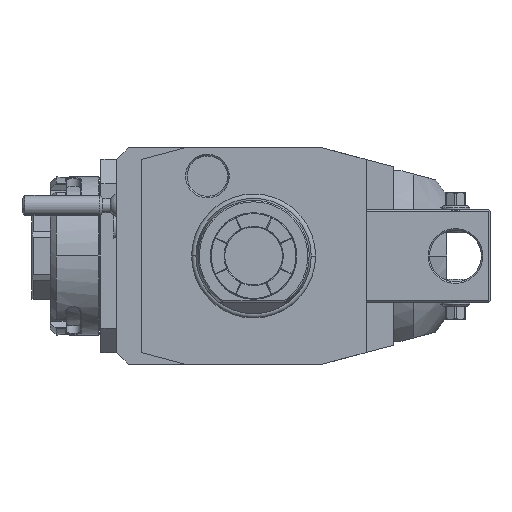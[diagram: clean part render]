
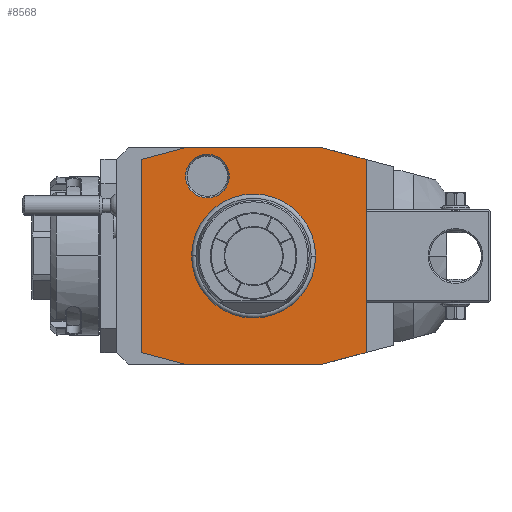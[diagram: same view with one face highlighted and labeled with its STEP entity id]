
A CAD part, front view. The second image highlights one B-rep face of the part: STEP entity #8568.
In plain terms, the highlighted planar face has unit normal (0, -1, 0).
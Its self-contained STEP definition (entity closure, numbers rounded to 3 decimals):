
#1=DIRECTION('',(-1.,0.,0.));
#2=VECTOR('',#1,48.);
#3=CARTESIAN_POINT('',(24.,0.,37.5));
#4=LINE('',#3,#2);
#5=DIRECTION('',(-0.966,0.,0.259));
#6=VECTOR('',#5,15.529);
#7=CARTESIAN_POINT('',(39.,0.,33.481));
#8=LINE('',#7,#6);
#9=DIRECTION('',(0.,0.,1.));
#10=VECTOR('',#9,66.962);
#11=CARTESIAN_POINT('',(39.,0.,-33.481));
#12=LINE('',#11,#10);
#13=DIRECTION('',(0.966,0.,0.259));
#14=VECTOR('',#13,15.529);
#15=CARTESIAN_POINT('',(24.,0.,-37.5));
#16=LINE('',#15,#14);
#17=DIRECTION('',(1.,0.,0.));
#18=VECTOR('',#17,48.);
#19=CARTESIAN_POINT('',(-24.,0.,-37.5));
#20=LINE('',#19,#18);
#21=DIRECTION('',(0.966,0.,-0.259));
#22=VECTOR('',#21,15.529);
#23=CARTESIAN_POINT('',(-39.,0.,-33.481));
#24=LINE('',#23,#22);
#25=DIRECTION('',(0.,0.,-1.));
#26=VECTOR('',#25,66.962);
#27=CARTESIAN_POINT('',(-39.,0.,33.481));
#28=LINE('',#27,#26);
#29=DIRECTION('',(-0.966,0.,-0.259));
#30=VECTOR('',#29,15.529);
#31=CARTESIAN_POINT('',(-24.,0.,37.5));
#32=LINE('',#31,#30);
#33=CARTESIAN_POINT('',(-16.,0.,27.713));
#34=DIRECTION('',(0.,1.,0.));
#35=DIRECTION('',(1.,0.,0.));
#36=AXIS2_PLACEMENT_3D('',#33,#34,#35);
#38=CARTESIAN_POINT('',(-16.,0.,27.713));
#39=DIRECTION('',(0.,1.,0.));
#40=DIRECTION('',(-1.,0.,0.));
#41=AXIS2_PLACEMENT_3D('',#38,#39,#40);
#5347=CARTESIAN_POINT('',(0.,0.,0.));
#5348=DIRECTION('',(0.,1.,0.));
#5349=DIRECTION('',(-1.,0.,0.));
#5350=AXIS2_PLACEMENT_3D('',#5347,#5348,#5349);
#5352=CARTESIAN_POINT('',(0.,0.,0.));
#5353=DIRECTION('',(0.,1.,0.));
#5354=DIRECTION('',(1.,0.,0.));
#5355=AXIS2_PLACEMENT_3D('',#5352,#5353,#5354);
#7538=CARTESIAN_POINT('',(-8.423,0.,27.713));
#7539=CARTESIAN_POINT('',(-23.577,0.,27.713));
#7540=VERTEX_POINT('',#7538);
#7541=VERTEX_POINT('',#7539);
#8363=CARTESIAN_POINT('',(24.,0.,37.5));
#8364=CARTESIAN_POINT('',(-24.,0.,37.5));
#8365=VERTEX_POINT('',#8363);
#8366=VERTEX_POINT('',#8364);
#8367=CARTESIAN_POINT('',(39.,0.,-33.481));
#8368=CARTESIAN_POINT('',(39.,0.,33.481));
#8369=VERTEX_POINT('',#8367);
#8370=VERTEX_POINT('',#8368);
#8371=CARTESIAN_POINT('',(-39.,0.,-33.481));
#8372=CARTESIAN_POINT('',(-24.,0.,-37.5));
#8373=VERTEX_POINT('',#8371);
#8374=VERTEX_POINT('',#8372);
#8375=CARTESIAN_POINT('',(-39.,0.,33.481));
#8376=VERTEX_POINT('',#8375);
#8401=CARTESIAN_POINT('',(24.,0.,-37.5));
#8402=VERTEX_POINT('',#8401);
#8415=CARTESIAN_POINT('',(-21.137,0.,0.));
#8416=CARTESIAN_POINT('',(21.137,0.,0.));
#8417=VERTEX_POINT('',#8415);
#8418=VERTEX_POINT('',#8416);
#8533=CARTESIAN_POINT('',(0.,0.,0.));
#8534=DIRECTION('',(0.,-1.,0.));
#8535=DIRECTION('',(-1.,0.,0.));
#8536=AXIS2_PLACEMENT_3D('',#8533,#8534,#8535);
#8537=PLANE('',#8536);
#8539=ORIENTED_EDGE('',*,*,#8538,.F.);
#8541=ORIENTED_EDGE('',*,*,#8540,.F.);
#8543=ORIENTED_EDGE('',*,*,#8542,.F.);
#8545=ORIENTED_EDGE('',*,*,#8544,.F.);
#8547=ORIENTED_EDGE('',*,*,#8546,.F.);
#8549=ORIENTED_EDGE('',*,*,#8548,.F.);
#8551=ORIENTED_EDGE('',*,*,#8550,.F.);
#8553=ORIENTED_EDGE('',*,*,#8552,.F.);
#8554=EDGE_LOOP('',(#8539,#8541,#8543,#8545,#8547,#8549,#8551,#8553));
#8555=FACE_OUTER_BOUND('',#8554,.F.);
#8557=ORIENTED_EDGE('',*,*,#8556,.F.);
#8559=ORIENTED_EDGE('',*,*,#8558,.F.);
#8560=EDGE_LOOP('',(#8557,#8559));
#8561=FACE_BOUND('',#8560,.F.);
#8563=ORIENTED_EDGE('',*,*,#8562,.F.);
#8565=ORIENTED_EDGE('',*,*,#8564,.F.);
#8566=EDGE_LOOP('',(#8563,#8565));
#8567=FACE_BOUND('',#8566,.F.);
#37=CIRCLE('',#36,7.577);
#42=CIRCLE('',#41,7.577);
#5351=CIRCLE('',#5350,21.137);
#5356=CIRCLE('',#5355,21.137);
#8538=EDGE_CURVE('',#8365,#8366,#4,.T.);
#8540=EDGE_CURVE('',#8370,#8365,#8,.T.);
#8542=EDGE_CURVE('',#8369,#8370,#12,.T.);
#8544=EDGE_CURVE('',#8402,#8369,#16,.T.);
#8546=EDGE_CURVE('',#8374,#8402,#20,.T.);
#8548=EDGE_CURVE('',#8373,#8374,#24,.T.);
#8550=EDGE_CURVE('',#8376,#8373,#28,.T.);
#8552=EDGE_CURVE('',#8366,#8376,#32,.T.);
#8556=EDGE_CURVE('',#8417,#8418,#5351,.T.);
#8558=EDGE_CURVE('',#8418,#8417,#5356,.T.);
#8562=EDGE_CURVE('',#7540,#7541,#37,.T.);
#8564=EDGE_CURVE('',#7541,#7540,#42,.T.);
#8568=ADVANCED_FACE('',(#8555,#8561,#8567),#8537,.T.);
